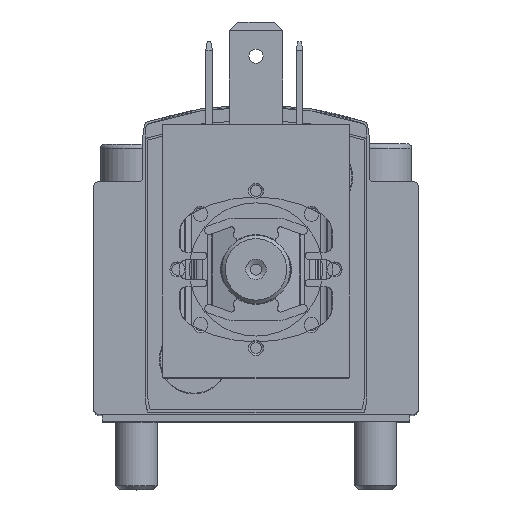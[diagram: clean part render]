
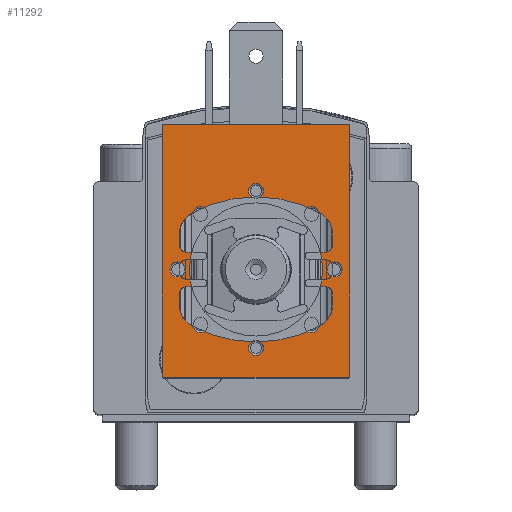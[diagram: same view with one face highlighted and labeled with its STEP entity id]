
A CAD part, top view. The second image highlights one B-rep face of the part: STEP entity #11292.
In plain terms, the highlighted planar face has unit normal (0, 0, 1).
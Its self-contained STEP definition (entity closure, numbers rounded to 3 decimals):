
#637=LINE('',#16802,#1307);
#641=LINE('',#16813,#1311);
#650=LINE('',#16838,#1320);
#661=LINE('',#16861,#1331);
#1307=VECTOR('',#14051,1000.);
#1311=VECTOR('',#14061,1000.);
#1320=VECTOR('',#14082,1000.);
#1331=VECTOR('',#14103,1000.);
#3192=ORIENTED_EDGE('',*,*,#4932,.T.);
#3193=ORIENTED_EDGE('',*,*,#4933,.T.);
#3194=ORIENTED_EDGE('',*,*,#4934,.T.);
#3195=ORIENTED_EDGE('',*,*,#4935,.T.);
#3196=ORIENTED_EDGE('',*,*,#4936,.T.);
#3197=ORIENTED_EDGE('',*,*,#4937,.T.);
#3198=ORIENTED_EDGE('',*,*,#4938,.T.);
#3199=ORIENTED_EDGE('',*,*,#4939,.T.);
#3200=ORIENTED_EDGE('',*,*,#4940,.T.);
#3201=ORIENTED_EDGE('',*,*,#4921,.T.);
#3202=ORIENTED_EDGE('',*,*,#4888,.T.);
#3203=ORIENTED_EDGE('',*,*,#4904,.T.);
#3204=ORIENTED_EDGE('',*,*,#4907,.T.);
#3205=ORIENTED_EDGE('',*,*,#4910,.T.);
#3206=ORIENTED_EDGE('',*,*,#4894,.T.);
#4888=EDGE_CURVE('',#5876,#5877,#637,.T.);
#4894=EDGE_CURVE('',#5880,#5881,#641,.T.);
#4904=EDGE_CURVE('',#5877,#5888,#6480,.T.);
#4907=EDGE_CURVE('',#5888,#5890,#650,.T.);
#4910=EDGE_CURVE('',#5890,#5880,#6482,.T.);
#4921=EDGE_CURVE('',#5881,#5876,#661,.T.);
#4932=EDGE_CURVE('',#5906,#5906,#6494,.T.);
#4933=EDGE_CURVE('',#5907,#5907,#6495,.T.);
#4934=EDGE_CURVE('',#5908,#5908,#6496,.T.);
#4935=EDGE_CURVE('',#5909,#5909,#6497,.T.);
#4936=EDGE_CURVE('',#5910,#5910,#6498,.T.);
#4937=EDGE_CURVE('',#5911,#5911,#6499,.T.);
#4938=EDGE_CURVE('',#5912,#5912,#6500,.T.);
#4939=EDGE_CURVE('',#5913,#5913,#6501,.T.);
#4940=EDGE_CURVE('',#5914,#5914,#6502,.T.);
#5876=VERTEX_POINT('',#16803);
#5877=VERTEX_POINT('',#16804);
#5880=VERTEX_POINT('',#16814);
#5881=VERTEX_POINT('',#16815);
#5888=VERTEX_POINT('',#16833);
#5890=VERTEX_POINT('',#16839);
#5906=VERTEX_POINT('',#16884);
#5907=VERTEX_POINT('',#16886);
#5908=VERTEX_POINT('',#16888);
#5909=VERTEX_POINT('',#16890);
#5910=VERTEX_POINT('',#16892);
#5911=VERTEX_POINT('',#16894);
#5912=VERTEX_POINT('',#16896);
#5913=VERTEX_POINT('',#16898);
#5914=VERTEX_POINT('',#16900);
#6480=CIRCLE('',#12087,0.3);
#6482=CIRCLE('',#12091,0.3);
#6494=CIRCLE('',#12106,0.875);
#6495=CIRCLE('',#12107,0.875);
#6496=CIRCLE('',#12108,0.875);
#6497=CIRCLE('',#12109,0.875);
#6498=CIRCLE('',#12110,0.875);
#6499=CIRCLE('',#12111,0.875);
#6500=CIRCLE('',#12112,0.875);
#6501=CIRCLE('',#12113,0.875);
#6502=CIRCLE('',#12114,7.8);
#7012=EDGE_LOOP('',(#3192));
#7013=EDGE_LOOP('',(#3193));
#7014=EDGE_LOOP('',(#3194));
#7015=EDGE_LOOP('',(#3195));
#7016=EDGE_LOOP('',(#3196));
#7017=EDGE_LOOP('',(#3197));
#7018=EDGE_LOOP('',(#3198));
#7019=EDGE_LOOP('',(#3199));
#7020=EDGE_LOOP('',(#3200));
#7021=EDGE_LOOP('',(#3201,#3202,#3203,#3204,#3205,#3206));
#7684=FACE_BOUND('',#7012,.T.);
#7685=FACE_BOUND('',#7013,.T.);
#7686=FACE_BOUND('',#7014,.T.);
#7687=FACE_BOUND('',#7015,.T.);
#7688=FACE_BOUND('',#7016,.T.);
#7689=FACE_BOUND('',#7017,.T.);
#7690=FACE_BOUND('',#7018,.T.);
#7691=FACE_BOUND('',#7019,.T.);
#7692=FACE_BOUND('',#7020,.T.);
#7693=FACE_BOUND('',#7021,.T.);
#8126=PLANE('',#12105);
#11292=ADVANCED_FACE('',(#7684,#7685,#7686,#7687,#7688,#7689,#7690,#7691,
#7692,#7693),#8126,.T.);
#12087=AXIS2_PLACEMENT_3D('',#16832,#14075,#14076);
#12091=AXIS2_PLACEMENT_3D('',#16844,#14087,#14088);
#12105=AXIS2_PLACEMENT_3D('',#16882,#14125,#14126);
#12106=AXIS2_PLACEMENT_3D('',#16883,#14127,#14128);
#12107=AXIS2_PLACEMENT_3D('',#16885,#14129,#14130);
#12108=AXIS2_PLACEMENT_3D('',#16887,#14131,#14132);
#12109=AXIS2_PLACEMENT_3D('',#16889,#14133,#14134);
#12110=AXIS2_PLACEMENT_3D('',#16891,#14135,#14136);
#12111=AXIS2_PLACEMENT_3D('',#16893,#14137,#14138);
#12112=AXIS2_PLACEMENT_3D('',#16895,#14139,#14140);
#12113=AXIS2_PLACEMENT_3D('',#16897,#14141,#14142);
#12114=AXIS2_PLACEMENT_3D('',#16899,#14143,#14144);
#14051=DIRECTION('',(0.,-1.,0.));
#14061=DIRECTION('',(0.,1.,0.));
#14075=DIRECTION('',(0.,0.,1.));
#14076=DIRECTION('',(1.,0.,0.));
#14082=DIRECTION('',(1.,0.,0.));
#14087=DIRECTION('',(0.,0.,1.));
#14088=DIRECTION('',(1.,0.,0.));
#14103=DIRECTION('',(-1.,0.,0.));
#14125=DIRECTION('',(0.,0.,1.));
#14126=DIRECTION('',(1.,0.,0.));
#14127=DIRECTION('',(0.,0.,-1.));
#14128=DIRECTION('',(-1.,0.,0.));
#14129=DIRECTION('',(0.,0.,-1.));
#14130=DIRECTION('',(-1.,0.,0.));
#14131=DIRECTION('',(0.,0.,-1.));
#14132=DIRECTION('',(-1.,0.,0.));
#14133=DIRECTION('',(0.,0.,-1.));
#14134=DIRECTION('',(-1.,0.,0.));
#14135=DIRECTION('',(0.,0.,-1.));
#14136=DIRECTION('',(-1.,0.,0.));
#14137=DIRECTION('',(0.,0.,-1.));
#14138=DIRECTION('',(-1.,0.,0.));
#14139=DIRECTION('',(0.,0.,-1.));
#14140=DIRECTION('',(-1.,0.,0.));
#14141=DIRECTION('',(0.,0.,-1.));
#14142=DIRECTION('',(-1.,0.,0.));
#14143=DIRECTION('',(0.,0.,-1.));
#14144=DIRECTION('',(-1.,0.,0.));
#16802=CARTESIAN_POINT('',(-11.,0.,0.));
#16803=CARTESIAN_POINT('',(-11.,0.,0.));
#16804=CARTESIAN_POINT('',(-11.,-29.4,0.));
#16813=CARTESIAN_POINT('',(11.,-29.4,0.));
#16814=CARTESIAN_POINT('',(11.,-29.4,0.));
#16815=CARTESIAN_POINT('',(11.,0.,0.));
#16832=CARTESIAN_POINT('',(-10.7,-29.4,0.));
#16833=CARTESIAN_POINT('',(-10.7,-29.7,0.));
#16838=CARTESIAN_POINT('',(-10.7,-29.7,0.));
#16839=CARTESIAN_POINT('',(10.7,-29.7,0.));
#16844=CARTESIAN_POINT('',(10.7,-29.4,0.));
#16861=CARTESIAN_POINT('',(11.,0.,0.));
#16882=CARTESIAN_POINT('',(-10.7,-29.4,0.));
#16883=CARTESIAN_POINT('',(-9.2,-17.,0.));
#16884=CARTESIAN_POINT('',(-10.075,-17.,0.));
#16885=CARTESIAN_POINT('',(-6.505,-23.505,0.));
#16886=CARTESIAN_POINT('',(-7.38,-23.505,0.));
#16887=CARTESIAN_POINT('',(0.,-26.2,0.));
#16888=CARTESIAN_POINT('',(-0.875,-26.2,0.));
#16889=CARTESIAN_POINT('',(6.505,-23.505,0.));
#16890=CARTESIAN_POINT('',(5.63,-23.505,0.));
#16891=CARTESIAN_POINT('',(9.2,-17.,0.));
#16892=CARTESIAN_POINT('',(8.325,-17.,0.));
#16893=CARTESIAN_POINT('',(6.505,-10.495,0.));
#16894=CARTESIAN_POINT('',(5.63,-10.495,0.));
#16895=CARTESIAN_POINT('',(-6.505,-10.495,0.));
#16896=CARTESIAN_POINT('',(-7.38,-10.495,0.));
#16897=CARTESIAN_POINT('',(0.,-7.8,0.));
#16898=CARTESIAN_POINT('',(-0.875,-7.8,0.));
#16899=CARTESIAN_POINT('',(0.,-17.,0.));
#16900=CARTESIAN_POINT('',(-7.8,-17.,0.));
